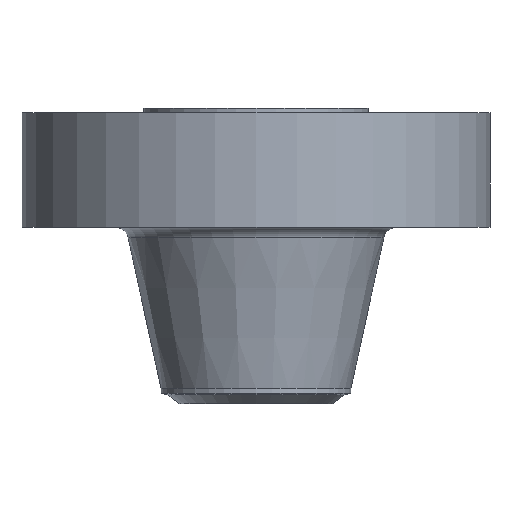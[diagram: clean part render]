
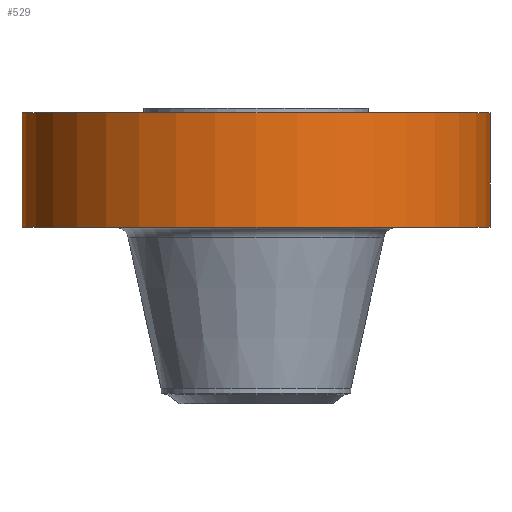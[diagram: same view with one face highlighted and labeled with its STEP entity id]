
A CAD part, front view. The second image highlights one B-rep face of the part: STEP entity #529.
In plain terms, the highlighted cylindrical face has radius 336.55 mm (diameter 673.1 mm), a partial arc.
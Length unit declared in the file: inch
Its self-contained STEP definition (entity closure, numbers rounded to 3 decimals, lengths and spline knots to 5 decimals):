
#49 = LINE ( 'NONE', #969, #476 ) ;
#63 = EDGE_LOOP ( 'NONE', ( #280, #649, #968, #187 ) ) ;
#124 = DIRECTION ( 'NONE',  ( 0., 0., 1. ) ) ;
#187 = ORIENTED_EDGE ( 'NONE', *, *, #1255, .F. ) ;
#199 = CARTESIAN_POINT ( 'NONE',  ( 0., 0., -0.25 ) ) ;
#211 = EDGE_CURVE ( 'NONE', #1226, #743, #49, .T. ) ;
#239 = DIRECTION ( 'NONE',  ( 0., 0., 1. ) ) ;
#280 = ORIENTED_EDGE ( 'NONE', *, *, #1369, .F. ) ;
#297 = VERTEX_POINT ( 'NONE', #750 ) ;
#351 = DIRECTION ( 'NONE',  ( 1., 0., 0. ) ) ;
#409 = CARTESIAN_POINT ( 'NONE',  ( -13.25, 0., -6.75 ) ) ;
#424 = VERTEX_POINT ( 'NONE', #409 ) ;
#449 = DIRECTION ( 'NONE',  ( 0., 0., 1. ) ) ;
#461 = LINE ( 'NONE', #1373, #1189 ) ;
#476 = VECTOR ( 'NONE', #832, 39.37008 ) ;
#528 = DIRECTION ( 'NONE',  ( 0., 0., 1. ) ) ;
#529 = ADVANCED_FACE ( 'NONE', ( #1386 ), #581, .T. ) ;
#573 = EDGE_CURVE ( 'NONE', #424, #1226, #1381, .T. ) ;
#581 = CYLINDRICAL_SURFACE ( 'NONE', #967, 13.25 ) ;
#586 = DIRECTION ( 'NONE',  ( 1., 0., 0. ) ) ;
#649 = ORIENTED_EDGE ( 'NONE', *, *, #573, .T. ) ;
#681 = AXIS2_PLACEMENT_3D ( 'NONE', #199, #528, #894 ) ;
#743 = VERTEX_POINT ( 'NONE', #1471 ) ;
#750 = CARTESIAN_POINT ( 'NONE',  ( -13.25, 0., -0.25 ) ) ;
#775 = CARTESIAN_POINT ( 'NONE',  ( 13.25, 0., -6.75 ) ) ;
#798 = AXIS2_PLACEMENT_3D ( 'NONE', #1155, #124, #586 ) ;
#832 = DIRECTION ( 'NONE',  ( 0., 0., 1. ) ) ;
#894 = DIRECTION ( 'NONE',  ( 1., 0., 0. ) ) ;
#917 = CIRCLE ( 'NONE', #681, 13.25 ) ;
#967 = AXIS2_PLACEMENT_3D ( 'NONE', #1040, #239, #351 ) ;
#968 = ORIENTED_EDGE ( 'NONE', *, *, #211, .T. ) ;
#969 = CARTESIAN_POINT ( 'NONE',  ( 13.25, 0., 0. ) ) ;
#1040 = CARTESIAN_POINT ( 'NONE',  ( 0., 0., 0. ) ) ;
#1155 = CARTESIAN_POINT ( 'NONE',  ( 0., 0., -6.75 ) ) ;
#1189 = VECTOR ( 'NONE', #449, 39.37008 ) ;
#1226 = VERTEX_POINT ( 'NONE', #775 ) ;
#1255 = EDGE_CURVE ( 'NONE', #297, #743, #917, .T. ) ;
#1369 = EDGE_CURVE ( 'NONE', #424, #297, #461, .T. ) ;
#1373 = CARTESIAN_POINT ( 'NONE',  ( -13.25, 0., 0. ) ) ;
#1381 = CIRCLE ( 'NONE', #798, 13.25 ) ;
#1386 = FACE_OUTER_BOUND ( 'NONE', #63, .T. ) ;
#1471 = CARTESIAN_POINT ( 'NONE',  ( 13.25, 0., -0.25 ) ) ;
